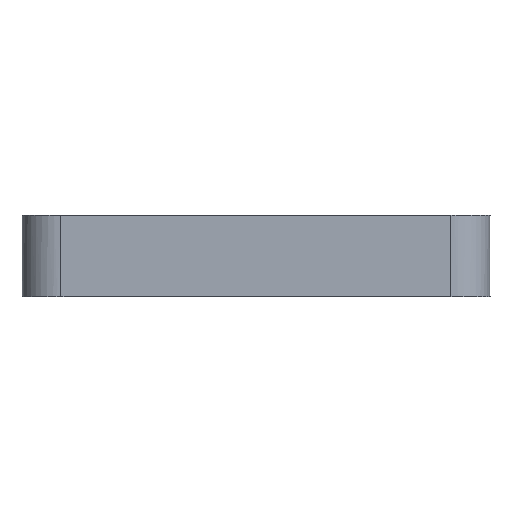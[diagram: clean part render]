
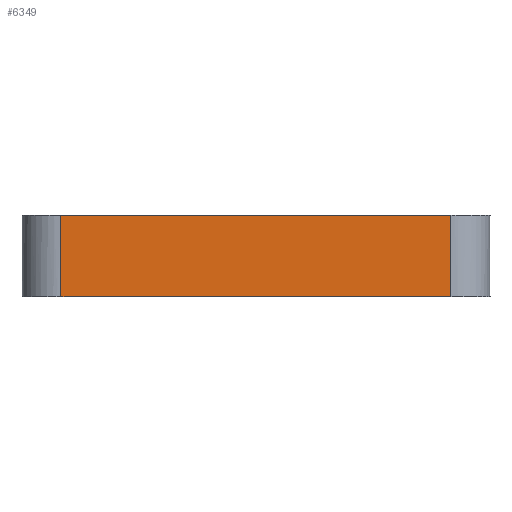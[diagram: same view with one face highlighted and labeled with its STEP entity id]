
A CAD part, left-side view. The second image highlights one B-rep face of the part: STEP entity #6349.
In plain terms, the highlighted planar face has unit normal (-1, 0, 0).
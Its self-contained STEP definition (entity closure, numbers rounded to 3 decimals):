
#128 = DIRECTION ( 'NONE',  ( 0., 1., 0. ) ) ;
#159 = CARTESIAN_POINT ( 'NONE',  ( -30., 0.01, 10.659 ) ) ;
#485 = VECTOR ( 'NONE', #2827, 1000. ) ;
#793 = CARTESIAN_POINT ( 'NONE',  ( -30., -31.2, 10.45 ) ) ;
#1064 = CARTESIAN_POINT ( 'NONE',  ( -30., 25.01, 10.45 ) ) ;
#1267 = EDGE_CURVE ( 'NONE', #2628, #8334, #4872, .T. ) ;
#1357 = ORIENTED_EDGE ( 'NONE', *, *, #6675, .T. ) ;
#1458 = DIRECTION ( 'NONE',  ( 0., -1., 0. ) ) ;
#1498 = LINE ( 'NONE', #5528, #485 ) ;
#1742 = VECTOR ( 'NONE', #1458, 1000. ) ;
#2393 = EDGE_CURVE ( 'NONE', #8334, #7539, #6295, .T. ) ;
#2628 = VERTEX_POINT ( 'NONE', #2714 ) ;
#2714 = CARTESIAN_POINT ( 'NONE',  ( -30., 25.01, 0. ) ) ;
#2827 = DIRECTION ( 'NONE',  ( 0., -1., 0. ) ) ;
#2860 = CARTESIAN_POINT ( 'NONE',  ( -30., -24.99, 0. ) ) ;
#3171 = CARTESIAN_POINT ( 'NONE',  ( -30., 25.01, 0. ) ) ;
#3453 = ORIENTED_EDGE ( 'NONE', *, *, #1267, .F. ) ;
#3617 = AXIS2_PLACEMENT_3D ( 'NONE', #159, #5946, #128 ) ;
#3624 = EDGE_CURVE ( 'NONE', #7539, #8004, #3980, .T. ) ;
#3980 = B_SPLINE_CURVE_WITH_KNOTS ( 'NONE', 1,
 ( #9408, #2860 ),
 .UNSPECIFIED., .F., .F.,
 ( 2, 2 ),
 ( 0., 1. ),
 .UNSPECIFIED. ) ;
#4410 = EDGE_LOOP ( 'NONE', ( #1357, #4482, #8879, #3453 ) ) ;
#4482 = ORIENTED_EDGE ( 'NONE', *, *, #3624, .F. ) ;
#4872 = B_SPLINE_CURVE_WITH_KNOTS ( 'NONE', 1,
 ( #3171, #7620 ),
 .UNSPECIFIED., .F., .F.,
 ( 2, 2 ),
 ( 0., 1. ),
 .UNSPECIFIED. ) ;
#5528 = CARTESIAN_POINT ( 'NONE',  ( -30., 0.01, 0. ) ) ;
#5596 = FACE_OUTER_BOUND ( 'NONE', #4410, .T. ) ;
#5946 = DIRECTION ( 'NONE',  ( 1., 0., 0. ) ) ;
#6053 = CARTESIAN_POINT ( 'NONE',  ( -30., -24.99, 0. ) ) ;
#6295 = LINE ( 'NONE', #793, #1742 ) ;
#6349 = ADVANCED_FACE ( 'NONE', ( #5596 ), #8213, .F. ) ;
#6675 = EDGE_CURVE ( 'NONE', #2628, #8004, #1498, .T. ) ;
#7539 = VERTEX_POINT ( 'NONE', #9354 ) ;
#7620 = CARTESIAN_POINT ( 'NONE',  ( -30., 25.01, 10.45 ) ) ;
#8004 = VERTEX_POINT ( 'NONE', #6053 ) ;
#8213 = PLANE ( 'NONE',  #3617 ) ;
#8334 = VERTEX_POINT ( 'NONE', #1064 ) ;
#8879 = ORIENTED_EDGE ( 'NONE', *, *, #2393, .F. ) ;
#9354 = CARTESIAN_POINT ( 'NONE',  ( -30., -24.99, 10.45 ) ) ;
#9408 = CARTESIAN_POINT ( 'NONE',  ( -30., -24.99, 10.45 ) ) ;
